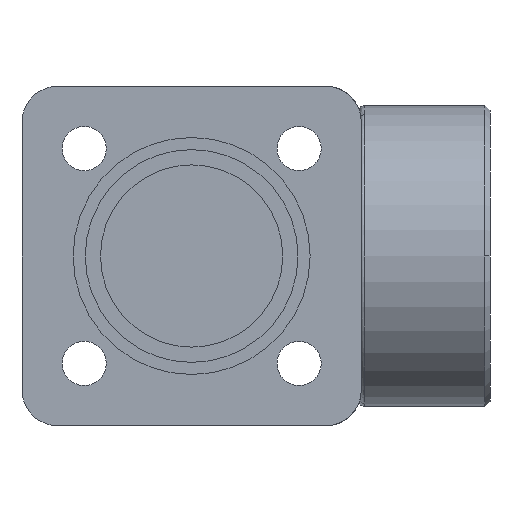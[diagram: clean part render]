
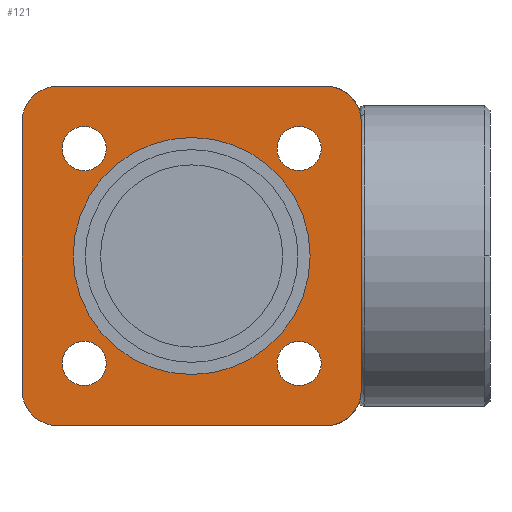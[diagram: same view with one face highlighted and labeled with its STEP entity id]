
A CAD part, front view. The second image highlights one B-rep face of the part: STEP entity #121.
In plain terms, the highlighted planar face has unit normal (0, -1, 0).
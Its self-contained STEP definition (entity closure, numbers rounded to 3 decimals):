
#121=ADVANCED_FACE('',(#230,#231,#232,#233,#234,#235),#236,.F.);
#230=FACE_BOUND('',#352,.T.);
#231=FACE_BOUND('',#353,.T.);
#232=FACE_BOUND('',#354,.T.);
#233=FACE_BOUND('',#355,.T.);
#234=FACE_BOUND('',#356,.T.);
#235=FACE_OUTER_BOUND('',#357,.T.);
#236=PLANE('',#358);
#352=EDGE_LOOP('',(#745,#746));
#353=EDGE_LOOP('',(#747,#748));
#354=EDGE_LOOP('',(#749,#750));
#355=EDGE_LOOP('',(#751,#752));
#356=EDGE_LOOP('',(#753,#754));
#357=EDGE_LOOP('',(#755,#756,#757,#758,#759,#760,#761,#762));
#358=AXIS2_PLACEMENT_3D('',#763,#764,#765);
#745=ORIENTED_EDGE('',*,*,#891,.T.);
#746=ORIENTED_EDGE('',*,*,#884,.T.);
#747=ORIENTED_EDGE('',*,*,#895,.T.);
#748=ORIENTED_EDGE('',*,*,#876,.T.);
#749=ORIENTED_EDGE('',*,*,#897,.T.);
#750=ORIENTED_EDGE('',*,*,#872,.T.);
#751=ORIENTED_EDGE('',*,*,#899,.T.);
#752=ORIENTED_EDGE('',*,*,#868,.T.);
#753=ORIENTED_EDGE('',*,*,#901,.T.);
#754=ORIENTED_EDGE('',*,*,#864,.T.);
#755=ORIENTED_EDGE('',*,*,#959,.T.);
#756=ORIENTED_EDGE('',*,*,#960,.F.);
#757=ORIENTED_EDGE('',*,*,#961,.T.);
#758=ORIENTED_EDGE('',*,*,#962,.F.);
#759=ORIENTED_EDGE('',*,*,#963,.F.);
#760=ORIENTED_EDGE('',*,*,#964,.F.);
#761=ORIENTED_EDGE('',*,*,#965,.T.);
#762=ORIENTED_EDGE('',*,*,#966,.F.);
#763=CARTESIAN_POINT('',(0.,0.,0.));
#764=DIRECTION('',(-0.0,1.0,0.));
#765=DIRECTION('',(1.0,0.0,0.0));
#864=EDGE_CURVE('',#1035,#1039,#1041,.T.);
#868=EDGE_CURVE('',#1043,#1047,#1049,.T.);
#872=EDGE_CURVE('',#1051,#1055,#1057,.T.);
#876=EDGE_CURVE('',#1059,#1063,#1065,.T.);
#884=EDGE_CURVE('',#1075,#1079,#1081,.T.);
#891=EDGE_CURVE('',#1079,#1075,#1092,.T.);
#895=EDGE_CURVE('',#1063,#1059,#1096,.T.);
#897=EDGE_CURVE('',#1055,#1051,#1098,.T.);
#899=EDGE_CURVE('',#1047,#1043,#1100,.T.);
#901=EDGE_CURVE('',#1039,#1035,#1102,.T.);
#959=EDGE_CURVE('',#1192,#1193,#1194,.T.);
#960=EDGE_CURVE('',#1195,#1193,#1196,.T.);
#961=EDGE_CURVE('',#1195,#1197,#1198,.T.);
#962=EDGE_CURVE('',#1199,#1197,#1200,.T.);
#963=EDGE_CURVE('',#1201,#1199,#1202,.T.);
#964=EDGE_CURVE('',#1203,#1201,#1204,.T.);
#965=EDGE_CURVE('',#1203,#1205,#1206,.T.);
#966=EDGE_CURVE('',#1192,#1205,#1207,.T.);
#1035=VERTEX_POINT('',#1440);
#1039=VERTEX_POINT('',#1445);
#1041=CIRCLE('',#1448,4.0);
#1043=VERTEX_POINT('',#1450);
#1047=VERTEX_POINT('',#1455);
#1049=CIRCLE('',#1458,4.0);
#1051=VERTEX_POINT('',#1460);
#1055=VERTEX_POINT('',#1465);
#1057=CIRCLE('',#1468,4.0);
#1059=VERTEX_POINT('',#1470);
#1063=VERTEX_POINT('',#1475);
#1065=CIRCLE('',#1478,4.0);
#1075=VERTEX_POINT('',#1490);
#1079=VERTEX_POINT('',#1495);
#1081=CIRCLE('',#1498,21.45);
#1092=CIRCLE('',#1511,21.45);
#1096=CIRCLE('',#1515,4.0);
#1098=CIRCLE('',#1517,4.0);
#1100=CIRCLE('',#1519,4.0);
#1102=CIRCLE('',#1521,4.0);
#1192=VERTEX_POINT('',#1750);
#1193=VERTEX_POINT('',#1751);
#1194=LINE('',#1752,#1753);
#1195=VERTEX_POINT('',#1754);
#1196=CIRCLE('',#1755,6.4);
#1197=VERTEX_POINT('',#1756);
#1198=LINE('',#1757,#1758);
#1199=VERTEX_POINT('',#1759);
#1200=CIRCLE('',#1760,6.4);
#1201=VERTEX_POINT('',#1761);
#1202=LINE('',#1762,#1763);
#1203=VERTEX_POINT('',#1764);
#1204=CIRCLE('',#1765,6.4);
#1205=VERTEX_POINT('',#1766);
#1206=LINE('',#1767,#1768);
#1207=CIRCLE('',#1769,6.4);
#1440=CARTESIAN_POINT('',(22.274,0.,-22.274));
#1445=CARTESIAN_POINT('',(16.617,0.,-16.617));
#1448=AXIS2_PLACEMENT_3D('',#1846,#1847,#1848);
#1450=CARTESIAN_POINT('',(-22.274,0.,-22.274));
#1455=CARTESIAN_POINT('',(-16.617,0.,-16.617));
#1458=AXIS2_PLACEMENT_3D('',#1854,#1855,#1856);
#1460=CARTESIAN_POINT('',(-22.274,0.,22.274));
#1465=CARTESIAN_POINT('',(-16.617,0.,16.617));
#1468=AXIS2_PLACEMENT_3D('',#1862,#1863,#1864);
#1470=CARTESIAN_POINT('',(22.274,0.,22.274));
#1475=CARTESIAN_POINT('',(16.617,0.,16.617));
#1478=AXIS2_PLACEMENT_3D('',#1870,#1871,#1872);
#1490=CARTESIAN_POINT('',(-21.45,0.,0.));
#1495=CARTESIAN_POINT('',(21.45,0.,0.));
#1498=AXIS2_PLACEMENT_3D('',#1886,#1887,#1888);
#1511=AXIS2_PLACEMENT_3D('',#1903,#1904,#1905);
#1515=AXIS2_PLACEMENT_3D('',#1915,#1916,#1917);
#1517=AXIS2_PLACEMENT_3D('',#1921,#1922,#1923);
#1519=AXIS2_PLACEMENT_3D('',#1927,#1928,#1929);
#1521=AXIS2_PLACEMENT_3D('',#1933,#1934,#1935);
#1750=CARTESIAN_POINT('',(-24.3,0.,-30.7));
#1751=CARTESIAN_POINT('',(24.3,0.,-30.7));
#1752=CARTESIAN_POINT('',(0.,0.,-30.7));
#1753=VECTOR('',#2041,1.0);
#1754=CARTESIAN_POINT('',(30.7,0.,-24.3));
#1755=AXIS2_PLACEMENT_3D('',#2042,#2043,#2044);
#1756=CARTESIAN_POINT('',(30.7,0.,24.3));
#1757=CARTESIAN_POINT('',(30.7,0.,-24.3));
#1758=VECTOR('',#2045,1.0);
#1759=CARTESIAN_POINT('',(24.3,0.,30.7));
#1760=AXIS2_PLACEMENT_3D('',#2046,#2047,#2048);
#1761=CARTESIAN_POINT('',(-24.3,0.,30.7));
#1762=CARTESIAN_POINT('',(0.,0.,30.7));
#1763=VECTOR('',#2049,1.0);
#1764=CARTESIAN_POINT('',(-30.7,0.,24.3));
#1765=AXIS2_PLACEMENT_3D('',#2050,#2051,#2052);
#1766=CARTESIAN_POINT('',(-30.7,0.,-24.3));
#1767=CARTESIAN_POINT('',(-30.7,0.,24.3));
#1768=VECTOR('',#2053,1.0);
#1769=AXIS2_PLACEMENT_3D('',#2054,#2055,#2056);
#1846=CARTESIAN_POINT('',(19.445,0.0,-19.445));
#1847=DIRECTION('',(0.0,1.0,0.));
#1848=DIRECTION('',(0.707,0.,-0.707));
#1854=CARTESIAN_POINT('',(-19.445,0.0,-19.445));
#1855=DIRECTION('',(0.0,1.0,0.));
#1856=DIRECTION('',(-0.707,0.,-0.707));
#1862=CARTESIAN_POINT('',(-19.445,0.0,19.445));
#1863=DIRECTION('',(0.0,1.0,0.));
#1864=DIRECTION('',(-0.707,0.,0.707));
#1870=CARTESIAN_POINT('',(19.445,0.0,19.445));
#1871=DIRECTION('',(0.0,1.0,0.));
#1872=DIRECTION('',(0.707,0.,0.707));
#1886=CARTESIAN_POINT('',(0.0,0.0,0.0));
#1887=DIRECTION('',(0.0,1.0,0.));
#1888=DIRECTION('',(-1.0,0.0,0.0));
#1903=CARTESIAN_POINT('',(0.0,0.0,0.0));
#1904=DIRECTION('',(0.0,1.0,0.));
#1905=DIRECTION('',(-1.0,0.0,0.0));
#1915=CARTESIAN_POINT('',(19.445,0.0,19.445));
#1916=DIRECTION('',(0.0,1.0,0.));
#1917=DIRECTION('',(0.707,0.,0.707));
#1921=CARTESIAN_POINT('',(-19.445,0.0,19.445));
#1922=DIRECTION('',(0.0,1.0,0.));
#1923=DIRECTION('',(-0.707,0.,0.707));
#1927=CARTESIAN_POINT('',(-19.445,0.0,-19.445));
#1928=DIRECTION('',(0.0,1.0,0.));
#1929=DIRECTION('',(-0.707,0.,-0.707));
#1933=CARTESIAN_POINT('',(19.445,0.0,-19.445));
#1934=DIRECTION('',(0.0,1.0,0.));
#1935=DIRECTION('',(0.707,0.,-0.707));
#2041=DIRECTION('',(1.0,0.,0.));
#2042=CARTESIAN_POINT('',(24.3,0.,-24.3));
#2043=DIRECTION('',(-0.0,1.0,0.));
#2044=DIRECTION('',(1.0,0.0,0.0));
#2045=DIRECTION('',(0.,0.,1.0));
#2046=CARTESIAN_POINT('',(24.3,0.,24.3));
#2047=DIRECTION('',(-0.0,1.0,0.));
#2048=DIRECTION('',(1.0,0.0,0.0));
#2049=DIRECTION('',(1.0,0.,0.));
#2050=CARTESIAN_POINT('',(-24.3,0.,24.3));
#2051=DIRECTION('',(-0.0,1.0,0.));
#2052=DIRECTION('',(1.0,0.0,0.0));
#2053=DIRECTION('',(0.,0.,-1.0));
#2054=CARTESIAN_POINT('',(-24.3,0.,-24.3));
#2055=DIRECTION('',(-0.0,1.0,0.));
#2056=DIRECTION('',(1.0,0.0,0.0));
